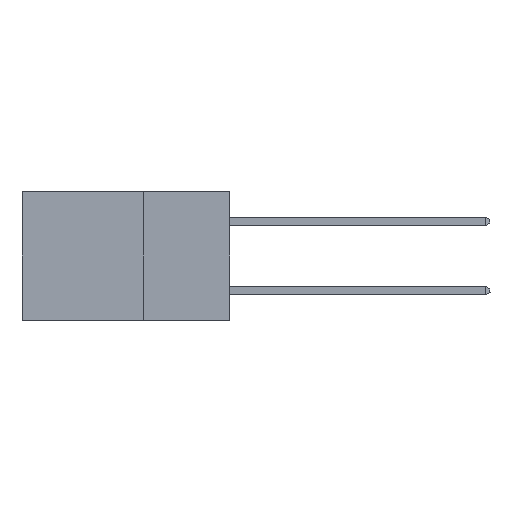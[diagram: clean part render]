
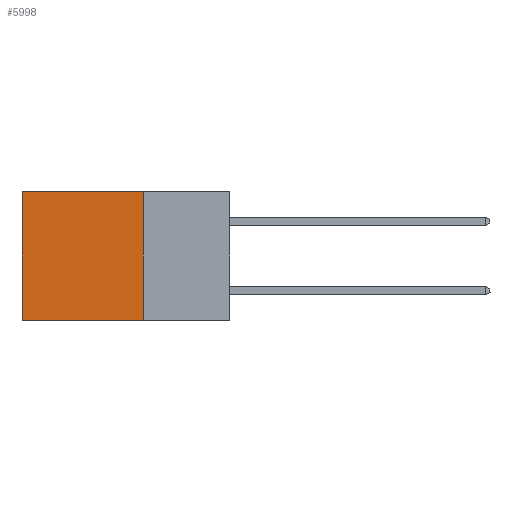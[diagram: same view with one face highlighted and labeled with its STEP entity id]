
A CAD part, left-side view. The second image highlights one B-rep face of the part: STEP entity #5998.
In plain terms, the highlighted planar face has unit normal (-1, 0, 0).
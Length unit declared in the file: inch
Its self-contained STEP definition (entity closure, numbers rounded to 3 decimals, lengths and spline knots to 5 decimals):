
#33 = EDGE_CURVE ( 'NONE', #22254, #5581, #26326, .T. ) ;
#562 = FACE_OUTER_BOUND ( 'NONE', #19042, .T. ) ;
#1431 = ORIENTED_EDGE ( 'NONE', *, *, #17080, .T. ) ;
#2251 = LINE ( 'NONE', #27397, #19793 ) ;
#2350 = CARTESIAN_POINT ( 'NONE',  ( 0.298, 0.25, 0. ) ) ;
#3146 = CARTESIAN_POINT ( 'NONE',  ( 0.298, 0.6, -0.37 ) ) ;
#4584 = DIRECTION ( 'NONE',  ( 1., 0., 0. ) ) ;
#5581 = VERTEX_POINT ( 'NONE', #3146 ) ;
#5998 = ADVANCED_FACE ( 'NONE', ( #562 ), #15527, .F. ) ;
#6091 = DIRECTION ( 'NONE',  ( 0., 0., -1. ) ) ;
#7961 = EDGE_CURVE ( 'NONE', #16111, #8794, #14621, .T. ) ;
#8794 = VERTEX_POINT ( 'NONE', #15274 ) ;
#9209 = CARTESIAN_POINT ( 'NONE',  ( 0.298, 0.25, -0.37 ) ) ;
#11565 = CARTESIAN_POINT ( 'NONE',  ( 0.298, 0.25, -0.37 ) ) ;
#11838 = CARTESIAN_POINT ( 'NONE',  ( 0.298, 0.25, 0. ) ) ;
#14621 = LINE ( 'NONE', #22084, #20415 ) ;
#15128 = CARTESIAN_POINT ( 'NONE',  ( 0.298, 0.25, 0. ) ) ;
#15274 = CARTESIAN_POINT ( 'NONE',  ( 0.298, 0.6, 0. ) ) ;
#15527 = PLANE ( 'NONE',  #27842 ) ;
#15529 = DIRECTION ( 'NONE',  ( 0., 1., 0. ) ) ;
#15640 = VECTOR ( 'NONE', #21575, 39.37008 ) ;
#16111 = VERTEX_POINT ( 'NONE', #11838 ) ;
#17080 = EDGE_CURVE ( 'NONE', #8794, #5581, #2251, .T. ) ;
#19042 = EDGE_LOOP ( 'NONE', ( #1431, #20781, #24932, #19132 ) ) ;
#19132 = ORIENTED_EDGE ( 'NONE', *, *, #7961, .T. ) ;
#19793 = VECTOR ( 'NONE', #6091, 39.37008 ) ;
#19931 = DIRECTION ( 'NONE',  ( 0., 0., -1. ) ) ;
#20415 = VECTOR ( 'NONE', #15529, 39.37008 ) ;
#20781 = ORIENTED_EDGE ( 'NONE', *, *, #33, .F. ) ;
#21575 = DIRECTION ( 'NONE',  ( 0., 1., 0. ) ) ;
#21907 = VECTOR ( 'NONE', #27870, 39.37008 ) ;
#22084 = CARTESIAN_POINT ( 'NONE',  ( 0.298, 0.25, 0. ) ) ;
#22254 = VERTEX_POINT ( 'NONE', #11565 ) ;
#23398 = EDGE_CURVE ( 'NONE', #16111, #22254, #27433, .T. ) ;
#24932 = ORIENTED_EDGE ( 'NONE', *, *, #23398, .F. ) ;
#26326 = LINE ( 'NONE', #9209, #15640 ) ;
#27397 = CARTESIAN_POINT ( 'NONE',  ( 0.298, 0.6, 0. ) ) ;
#27433 = LINE ( 'NONE', #15128, #21907 ) ;
#27842 = AXIS2_PLACEMENT_3D ( 'NONE', #2350, #4584, #19931 ) ;
#27870 = DIRECTION ( 'NONE',  ( 0., 0., -1. ) ) ;
